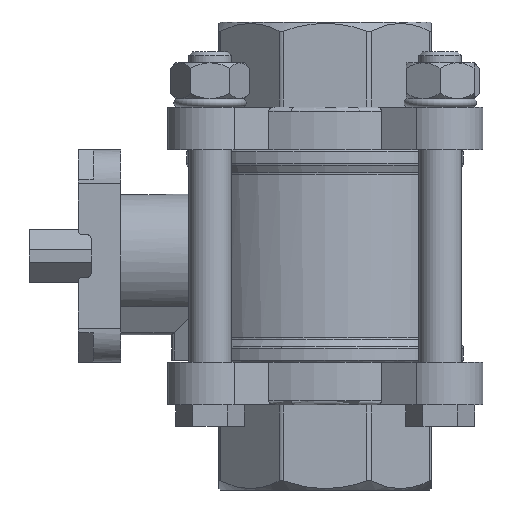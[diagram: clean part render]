
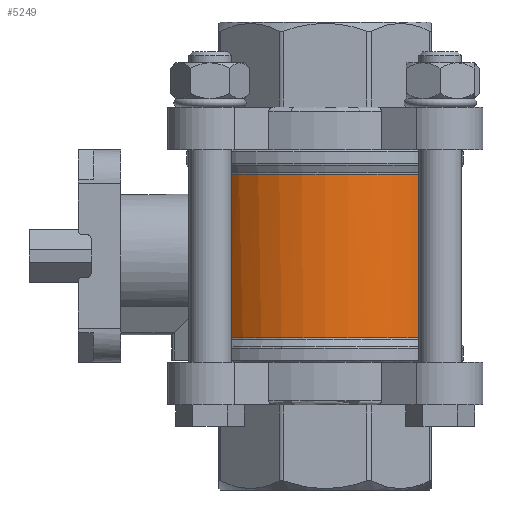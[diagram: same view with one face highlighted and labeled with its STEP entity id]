
A CAD part, left-side view. The second image highlights one B-rep face of the part: STEP entity #5249.
In plain terms, the highlighted cylindrical face has radius 31.5 mm (diameter 63 mm), a full revolution.
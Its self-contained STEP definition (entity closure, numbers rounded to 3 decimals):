
#106=ELLIPSE('',#5635,63.,31.5);
#107=ELLIPSE('',#5637,63.,31.5);
#119=CYLINDRICAL_SURFACE('',#5639,31.5);
#225=CIRCLE('',#5640,31.5);
#226=CIRCLE('',#5641,31.5);
#227=CIRCLE('',#5642,31.5);
#228=CIRCLE('',#5643,31.5);
#428=B_SPLINE_CURVE_WITH_KNOTS('',3,(#7971,#7972,#7973,#7974,#7975,#7976,
#7977,#7978,#7979,#7980,#7981,#7982,#7983,#7984,#7985,#7986,#7987,#7988),
 .UNSPECIFIED.,.F.,.F.,(4,1,1,1,1,1,1,1,1,1,1,1,1,1,1,4),(0.017,
0.02,0.024,0.027,0.031,
0.033,0.035,0.038,0.042,
0.045,0.053,0.056,0.06,
0.063,0.067,0.074),.UNSPECIFIED.);
#429=B_SPLINE_CURVE_WITH_KNOTS('',3,(#7996,#7997,#7998,#7999,#8000,#8001,
#8002),.UNSPECIFIED.,.F.,.F.,(4,1,1,1,4),(0.,0.003,
0.006,0.009,0.012),
 .UNSPECIFIED.);
#800=ORIENTED_EDGE('',*,*,#2293,.T.);
#801=ORIENTED_EDGE('',*,*,#2300,.T.);
#802=ORIENTED_EDGE('',*,*,#2306,.F.);
#803=ORIENTED_EDGE('',*,*,#2307,.F.);
#804=ORIENTED_EDGE('',*,*,#2308,.F.);
#805=ORIENTED_EDGE('',*,*,#2302,.T.);
#806=ORIENTED_EDGE('',*,*,#2297,.T.);
#807=ORIENTED_EDGE('',*,*,#2309,.F.);
#808=ORIENTED_EDGE('',*,*,#2310,.F.);
#809=ORIENTED_EDGE('',*,*,#2311,.T.);
#810=ORIENTED_EDGE('',*,*,#2312,.T.);
#2293=EDGE_CURVE('',#3044,#3043,#428,.T.);
#2297=EDGE_CURVE('',#3040,#3047,#429,.T.);
#2300=EDGE_CURVE('',#3043,#3048,#106,.T.);
#2302=EDGE_CURVE('',#3049,#3040,#107,.T.);
#2306=EDGE_CURVE('',#3050,#3048,#3553,.F.);
#2307=EDGE_CURVE('',#3051,#3050,#225,.T.);
#2308=EDGE_CURVE('',#3049,#3051,#3554,.T.);
#2309=EDGE_CURVE('',#3052,#3047,#226,.T.);
#2310=EDGE_CURVE('',#3053,#3052,#3555,.T.);
#2311=EDGE_CURVE('',#3053,#3044,#227,.T.);
#2312=EDGE_CURVE('',#3054,#3054,#228,.T.);
#3040=VERTEX_POINT('',#7965);
#3043=VERTEX_POINT('',#7970);
#3044=VERTEX_POINT('',#7989);
#3047=VERTEX_POINT('',#7995);
#3048=VERTEX_POINT('',#8006);
#3049=VERTEX_POINT('',#8011);
#3050=VERTEX_POINT('',#8018);
#3051=VERTEX_POINT('',#8020);
#3052=VERTEX_POINT('',#8023);
#3053=VERTEX_POINT('',#8025);
#3054=VERTEX_POINT('',#8028);
#3553=LINE('',#8017,#3921);
#3554=LINE('',#8021,#3922);
#3555=LINE('',#8024,#3923);
#3921=VECTOR('',#6396,1000.);
#3922=VECTOR('',#6399,1000.);
#3923=VECTOR('',#6402,1000.);
#4221=EDGE_LOOP('',(#800,#801,#802,#803,#804,#805,#806,#807,#808,#809));
#4222=EDGE_LOOP('',(#810));
#4651=FACE_BOUND('',#4221,.T.);
#4652=FACE_BOUND('',#4222,.T.);
#5249=ADVANCED_FACE('',(#4651,#4652),#119,.T.);
#5635=AXIS2_PLACEMENT_3D('',#8007,#6382,#6383);
#5637=AXIS2_PLACEMENT_3D('',#8010,#6387,#6388);
#5639=AXIS2_PLACEMENT_3D('',#8016,#6394,#6395);
#5640=AXIS2_PLACEMENT_3D('',#8019,#6397,#6398);
#5641=AXIS2_PLACEMENT_3D('',#8022,#6400,#6401);
#5642=AXIS2_PLACEMENT_3D('',#8026,#6403,#6404);
#5643=AXIS2_PLACEMENT_3D('',#8027,#6405,#6406);
#6382=DIRECTION('',(-0.866,0.,-0.5));
#6383=DIRECTION('',(0.5,0.,-0.866));
#6387=DIRECTION('',(0.866,0.,-0.5));
#6388=DIRECTION('',(-0.5,0.,-0.866));
#6394=DIRECTION('',(0.,0.,-1.));
#6395=DIRECTION('',(-1.,0.,0.));
#6396=DIRECTION('',(0.,0.,-1.));
#6397=DIRECTION('',(0.,0.,-1.));
#6398=DIRECTION('',(-1.,0.,0.));
#6399=DIRECTION('',(0.,0.,-1.));
#6400=DIRECTION('',(0.,0.,1.));
#6401=DIRECTION('',(1.,0.,0.));
#6402=DIRECTION('',(0.,0.,-1.));
#6403=DIRECTION('',(0.,0.,1.));
#6404=DIRECTION('',(1.,0.,0.));
#6405=DIRECTION('',(0.,0.,-1.));
#6406=DIRECTION('',(-1.,0.,0.));
#7965=CARTESIAN_POINT('',(8.328,30.379,-11.87));
#7970=CARTESIAN_POINT('',(-8.328,30.379,-11.87));
#7971=CARTESIAN_POINT('',(14.283,28.076,2.5));
#7972=CARTESIAN_POINT('',(14.076,28.181,3.679));
#7973=CARTESIAN_POINT('',(13.368,28.538,5.986));
#7974=CARTESIAN_POINT('',(11.53,29.345,9.023));
#7975=CARTESIAN_POINT('',(9.044,30.221,11.517));
#7976=CARTESIAN_POINT('',(6.489,30.859,13.061));
#7977=CARTESIAN_POINT('',(4.281,31.224,13.892));
#7978=CARTESIAN_POINT('',(1.925,31.481,14.461));
#7979=CARTESIAN_POINT('',(-1.083,31.551,14.61));
#7980=CARTESIAN_POINT('',(-4.656,31.219,13.89));
#7981=CARTESIAN_POINT('',(-8.97,30.325,11.818));
#7982=CARTESIAN_POINT('',(-12.269,29.057,8.337));
#7983=CARTESIAN_POINT('',(-14.106,28.171,3.949));
#7984=CARTESIAN_POINT('',(-14.648,27.886,0.341));
#7985=CARTESIAN_POINT('',(-14.277,28.083,-3.284));
#7986=CARTESIAN_POINT('',(-12.628,28.895,-7.791));
#7987=CARTESIAN_POINT('',(-10.271,29.847,-10.507));
#7988=CARTESIAN_POINT('',(-8.328,30.379,-11.87));
#7989=CARTESIAN_POINT('',(14.283,28.076,2.5));
#7995=CARTESIAN_POINT('',(14.283,28.076,-2.5));
#7996=CARTESIAN_POINT('',(8.328,30.379,-11.87));
#7997=CARTESIAN_POINT('',(9.11,30.165,-11.322));
#7998=CARTESIAN_POINT('',(10.531,29.711,-10.1));
#7999=CARTESIAN_POINT('',(12.3,29.015,-7.851));
#8000=CARTESIAN_POINT('',(13.587,28.427,-5.328));
#8001=CARTESIAN_POINT('',(14.117,28.16,-3.448));
#8002=CARTESIAN_POINT('',(14.283,28.076,-2.5));
#8006=CARTESIAN_POINT('',(-7.641,30.559,-13.059));
#8007=CARTESIAN_POINT('',(0.,0.,-26.294));
#8010=CARTESIAN_POINT('',(0.,0.,-26.294));
#8011=CARTESIAN_POINT('',(7.641,30.559,-13.059));
#8016=CARTESIAN_POINT('',(0.,0.,-55.));
#8017=CARTESIAN_POINT('',(-7.641,30.559,-55.));
#8018=CARTESIAN_POINT('',(-7.641,30.559,-19.264));
#8019=CARTESIAN_POINT('',(0.,0.,-19.264));
#8020=CARTESIAN_POINT('',(7.641,30.559,-19.264));
#8021=CARTESIAN_POINT('',(7.641,30.559,-55.));
#8022=CARTESIAN_POINT('',(0.,0.,-2.5));
#8023=CARTESIAN_POINT('',(29.017,12.258,-2.5));
#8024=CARTESIAN_POINT('',(29.017,12.258,-55.));
#8025=CARTESIAN_POINT('',(29.017,12.258,2.5));
#8026=CARTESIAN_POINT('',(0.,0.,2.5));
#8027=CARTESIAN_POINT('',(0.,0.,19.264));
#8028=CARTESIAN_POINT('',(-31.5,0.,19.264));
